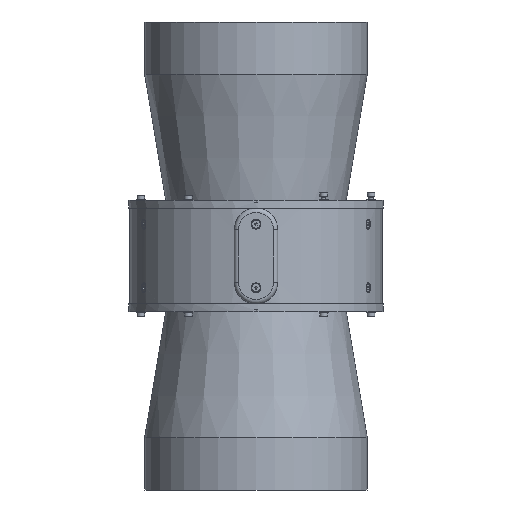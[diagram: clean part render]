
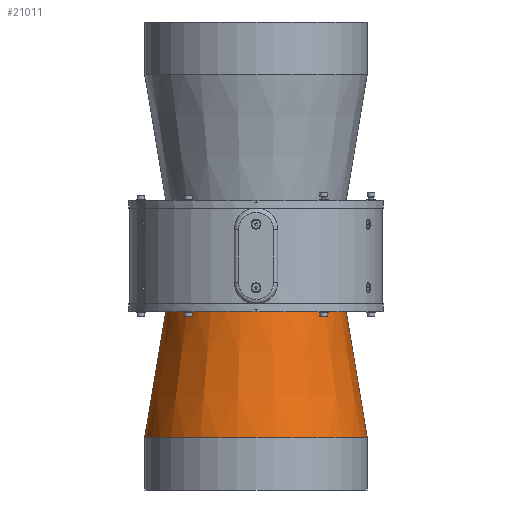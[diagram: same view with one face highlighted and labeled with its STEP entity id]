
A CAD part, front view. The second image highlights one B-rep face of the part: STEP entity #21011.
In plain terms, the highlighted conical face has half-angle 9.462 degrees and reference radius 103 mm.
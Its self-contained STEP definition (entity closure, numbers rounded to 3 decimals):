
#1249 = DIRECTION ( 'NONE',  ( -0.924, -0.383, 0. ) ) ;
#2970 = AXIS2_PLACEMENT_3D ( 'NONE', #25351, #7439, #1249 ) ;
#6629 = VERTEX_POINT ( 'NONE', #34730 ) ;
#6684 = DIRECTION ( 'NONE',  ( -1., 0., 0. ) ) ;
#6901 = ORIENTED_EDGE ( 'NONE', *, *, #18622, .T. ) ;
#7242 = FACE_BOUND ( 'NONE', #8905, .T. ) ;
#7439 = DIRECTION ( 'NONE',  ( 0., 0., -1. ) ) ;
#8905 = EDGE_LOOP ( 'NONE', ( #6901 ) ) ;
#10446 = ORIENTED_EDGE ( 'NONE', *, *, #34366, .F. ) ;
#12735 = AXIS2_PLACEMENT_3D ( 'NONE', #12820, #18406, #30960 ) ;
#12820 = CARTESIAN_POINT ( 'NONE',  ( -32.992, 185.384, 16.035 ) ) ;
#16961 = CIRCLE ( 'NONE', #19591, 103.833 ) ;
#18406 = DIRECTION ( 'NONE',  ( 0., 0., -1. ) ) ;
#18622 = EDGE_CURVE ( 'NONE', #6629, #6629, #16961, .T. ) ;
#19591 = AXIS2_PLACEMENT_3D ( 'NONE', #22765, #34788, #6684 ) ;
#19799 = FACE_OUTER_BOUND ( 'NONE', #29731, .T. ) ;
#20621 = CIRCLE ( 'NONE', #12735, 128. ) ;
#21011 = ADVANCED_FACE ( 'NONE', ( #7242, #19799 ), #22069, .T. ) ;
#22069 = CONICAL_SURFACE ( 'NONE', #2970, 103., 0.165 ) ;
#22765 = CARTESIAN_POINT ( 'NONE',  ( -32.992, 185.384, 161.035 ) ) ;
#24932 = CARTESIAN_POINT ( 'NONE',  ( -160.992, 185.384, 16.035 ) ) ;
#25351 = CARTESIAN_POINT ( 'NONE',  ( -32.992, 185.384, 166.035 ) ) ;
#27825 = VERTEX_POINT ( 'NONE', #24932 ) ;
#29731 = EDGE_LOOP ( 'NONE', ( #10446 ) ) ;
#30960 = DIRECTION ( 'NONE',  ( -1., 0., 0. ) ) ;
#34366 = EDGE_CURVE ( 'NONE', #27825, #27825, #20621, .T. ) ;
#34730 = CARTESIAN_POINT ( 'NONE',  ( -136.826, 185.384, 161.035 ) ) ;
#34788 = DIRECTION ( 'NONE',  ( 0., 0., -1. ) ) ;
